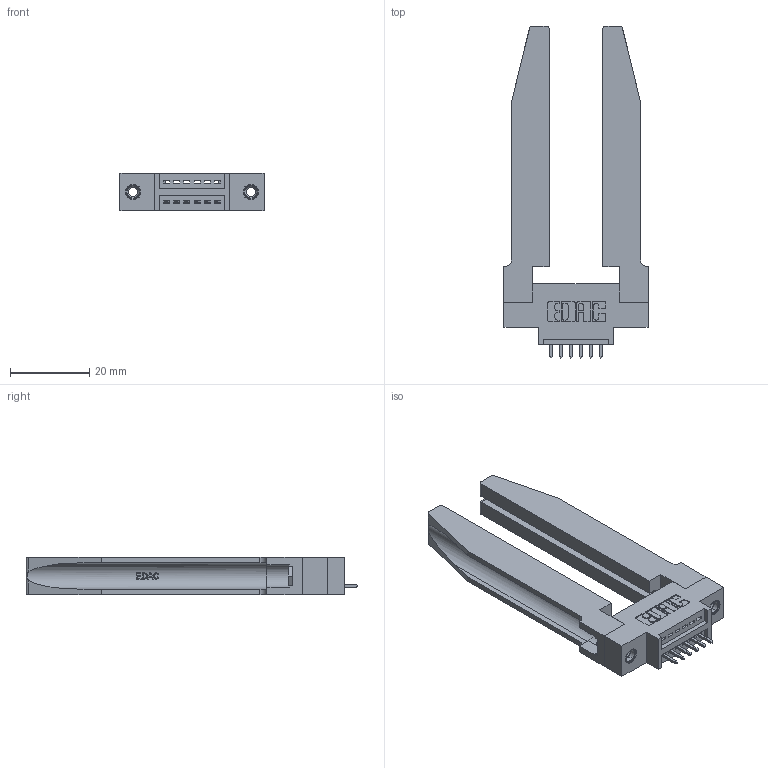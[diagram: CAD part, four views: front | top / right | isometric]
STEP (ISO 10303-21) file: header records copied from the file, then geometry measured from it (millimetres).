
FILE_DESCRIPTION (( 'STEP AP203' ), '1' );
FILE_NAME ('395-006-521-678.STEP', '2019-10-15T15:34:23', ( '' ), ( '' ), 'SwSTEP 2.0', 'SolidWorks 2016', '' );
FILE_SCHEMA (( 'CONFIG_CONTROL_DESIGN' ));
Length unit declared in the file: inch
Products named in the file (5): 345-250-001_345-250-001-102; 345 Part_0.170 Offset - 0.156 Dia-TH; 395-006-521-678; 345-292-001_345-293-121; 345-220-078_345-220-078
Assembly tree (11 placements, depth 2):
  395-006-521-678
    345 Part_0.170 Offset - 0.156 Dia-TH
    345-292-001_345-293-121  x6
    345-250-001_345-250-001-102  x2
    345-220-078_345-220-078  x2
Bounding box: 36.47 x 84 x 9.4 mm (x, y, z)
Volume: 10809.5 mm3; surface area: 10454.7 mm2
Topology: 11 solids, 11 shells, 712 faces, 2017 edges, 1326 vertices
Faces by surface type: plane 466, cylinder 194, bspline 36, cone 12, torus 4
Entity records: 14252 total; most frequent: CARTESIAN_POINT 3369, ORIENTED_EDGE 2206, DIRECTION 2001, EDGE_CURVE 1103, VECTOR 853, LINE 853, VERTEX_POINT 728, AXIS2_PLACEMENT_3D 574
